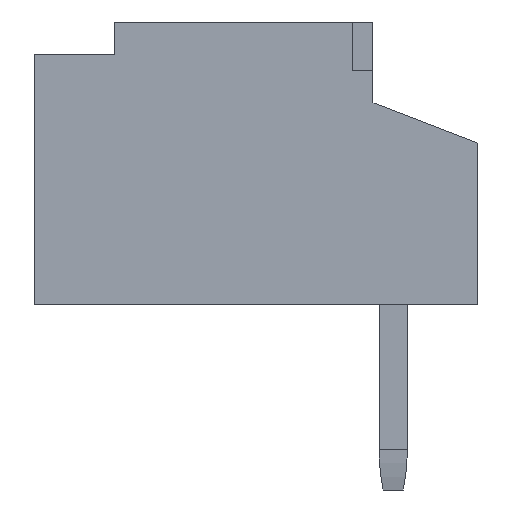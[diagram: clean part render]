
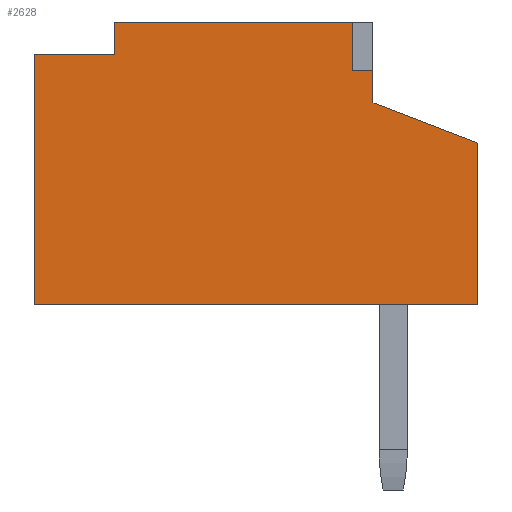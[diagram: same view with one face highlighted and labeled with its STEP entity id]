
A CAD part, left-side view. The second image highlights one B-rep face of the part: STEP entity #2628.
In plain terms, the highlighted planar face has unit normal (-1, 0, 0).
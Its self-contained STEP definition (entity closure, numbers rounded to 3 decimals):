
#9=DIRECTION('',(0.,0.,1.));
#10=VECTOR('',#9,2.);
#11=CARTESIAN_POINT('',(-3.375,-4.525,-1.9));
#12=LINE('',#11,#10);
#25=DIRECTION('',(0.,1.,0.));
#26=VECTOR('',#25,0.25);
#27=CARTESIAN_POINT('',(-3.375,-3.225,1.));
#28=LINE('',#27,#26);
#29=DIRECTION('',(0.,0.,-1.));
#30=VECTOR('',#29,0.4);
#31=CARTESIAN_POINT('',(-3.375,-3.225,1.));
#32=LINE('',#31,#30);
#33=DIRECTION('',(0.,0.933,0.359));
#34=VECTOR('',#33,1.393);
#35=CARTESIAN_POINT('',(-3.375,-4.525,0.1));
#36=LINE('',#35,#34);
#37=DIRECTION('',(0.,1.,0.));
#38=VECTOR('',#37,5.5);
#39=CARTESIAN_POINT('',(-3.375,-4.525,-1.9));
#40=LINE('',#39,#38);
#41=DIRECTION('',(0.,-1.,0.));
#42=VECTOR('',#41,1.);
#43=CARTESIAN_POINT('',(-3.375,0.975,1.2));
#44=LINE('',#43,#42);
#45=DIRECTION('',(0.,0.,-1.));
#46=VECTOR('',#45,0.4);
#47=CARTESIAN_POINT('',(-3.375,-0.025,1.6));
#48=LINE('',#47,#46);
#49=DIRECTION('',(0.,0.,-1.));
#50=VECTOR('',#49,0.6);
#51=CARTESIAN_POINT('',(-3.375,-2.975,1.6));
#52=LINE('',#51,#50);
#137=DIRECTION('',(0.,1.,0.));
#138=VECTOR('',#137,2.95);
#139=CARTESIAN_POINT('',(-3.375,-2.975,1.6));
#140=LINE('',#139,#138);
#229=DIRECTION('',(0.,0.,1.));
#230=VECTOR('',#229,3.1);
#231=CARTESIAN_POINT('',(-3.375,0.975,-1.9));
#232=LINE('',#231,#230);
#1945=CARTESIAN_POINT('',(-3.375,-4.525,-1.9));
#1946=CARTESIAN_POINT('',(-3.375,0.975,-1.9));
#1947=VERTEX_POINT('',#1945);
#1948=VERTEX_POINT('',#1946);
#1977=CARTESIAN_POINT('',(-3.375,-0.025,1.6));
#1978=CARTESIAN_POINT('',(-3.375,-0.025,1.2));
#1979=VERTEX_POINT('',#1977);
#1980=VERTEX_POINT('',#1978);
#1993=CARTESIAN_POINT('',(-3.375,0.975,1.2));
#1994=VERTEX_POINT('',#1993);
#2405=CARTESIAN_POINT('',(-3.375,-4.525,0.1));
#2407=VERTEX_POINT('',#2405);
#2413=CARTESIAN_POINT('',(-3.375,-3.225,0.6));
#2414=VERTEX_POINT('',#2413);
#2501=CARTESIAN_POINT('',(-3.375,-3.225,1.));
#2502=CARTESIAN_POINT('',(-3.375,-2.975,1.));
#2503=VERTEX_POINT('',#2501);
#2504=VERTEX_POINT('',#2502);
#2515=CARTESIAN_POINT('',(-3.375,-2.975,1.6));
#2516=VERTEX_POINT('',#2515);
#2603=CARTESIAN_POINT('',(-3.375,-4.525,-1.9));
#2604=DIRECTION('',(-1.,0.,0.));
#2605=DIRECTION('',(0.,0.,1.));
#2606=AXIS2_PLACEMENT_3D('',#2603,#2604,#2605);
#2607=PLANE('',#2606);
#2609=ORIENTED_EDGE('',*,*,#2608,.F.);
#2611=ORIENTED_EDGE('',*,*,#2610,.T.);
#2612=ORIENTED_EDGE('',*,*,#2579,.F.);
#2613=ORIENTED_EDGE('',*,*,#2552,.F.);
#2615=ORIENTED_EDGE('',*,*,#2614,.T.);
#2617=ORIENTED_EDGE('',*,*,#2616,.T.);
#2619=ORIENTED_EDGE('',*,*,#2618,.T.);
#2621=ORIENTED_EDGE('',*,*,#2620,.F.);
#2623=ORIENTED_EDGE('',*,*,#2622,.F.);
#2625=ORIENTED_EDGE('',*,*,#2624,.T.);
#2626=EDGE_LOOP('',(#2609,#2611,#2612,#2613,#2615,#2617,#2619,#2621,#2623,
#2625));
#2627=FACE_OUTER_BOUND('',#2626,.F.);
#2628=ADVANCED_FACE('',(#2627),#2607,.T.);
#2552=EDGE_CURVE('',#1947,#2407,#12,.T.);
#2579=EDGE_CURVE('',#2407,#2414,#36,.T.);
#2608=EDGE_CURVE('',#2503,#2504,#28,.T.);
#2610=EDGE_CURVE('',#2503,#2414,#32,.T.);
#2614=EDGE_CURVE('',#1947,#1948,#40,.T.);
#2616=EDGE_CURVE('',#1948,#1994,#232,.T.);
#2618=EDGE_CURVE('',#1994,#1980,#44,.T.);
#2620=EDGE_CURVE('',#1979,#1980,#48,.T.);
#2622=EDGE_CURVE('',#2516,#1979,#140,.T.);
#2624=EDGE_CURVE('',#2516,#2504,#52,.T.);
